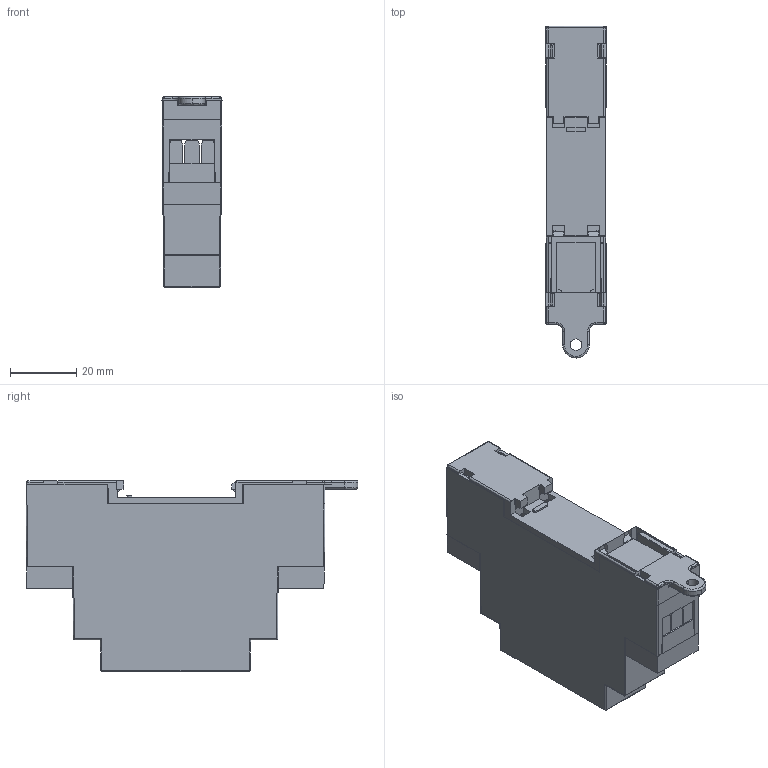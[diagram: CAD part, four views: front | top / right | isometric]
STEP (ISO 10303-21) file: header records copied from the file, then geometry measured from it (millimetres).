
FILE_DESCRIPTION (( 'STEP AP214' ), '1' );
FILE_NAME ('D1MG.STEP', '2013-06-06T07:11:30', ( 'NEF User' ), ( 'NEF User' ), 'SwSTEP 2.0', 'SolidWorks 2012', '' );
FILE_SCHEMA (( 'AUTOMOTIVE_DESIGN' ));
Length unit declared in the file: millimetre
Products named in the file (1): D1MG
Bounding box: 18.1 x 100.17 x 57.49 mm (x, y, z)
Volume: 21889 mm3; surface area: 29758.7 mm2
Topology: 5 solids, 5 shells, 612 faces, 1748 edges, 1138 vertices
Faces by surface type: plane 501, cylinder 99, bspline 12
Entity records: 20865 total; most frequent: CARTESIAN_POINT 5057, ORIENTED_EDGE 3492, DIRECTION 2901, EDGE_CURVE 1746, VECTOR 1451, LINE 1451, VERTEX_POINT 1138, AXIS2_PLACEMENT_3D 725
